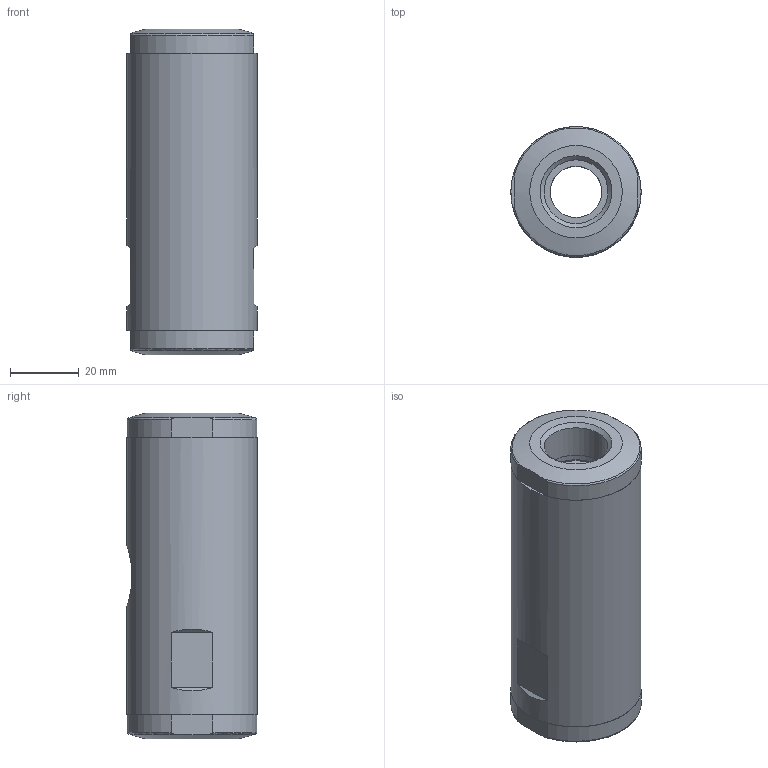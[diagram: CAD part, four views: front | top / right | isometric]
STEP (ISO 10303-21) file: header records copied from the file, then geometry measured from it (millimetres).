
FILE_DESCRIPTION(/* description */ ('STEP AP214'),/* implementation_level */ '2;1');
FILE_NAME(/* name */ '3022839_VZQA-C-M22U-15-GG-V4V4E-4-EXA',/* time_stamp */ '2024-09-18T03:44:21+02:00',/* author */ ('License CC BY-ND 4.0'),/* organization */ ('CADENAS'),/* preprocessor_version */ 'ST-DEVELOPER v19.3',/* originating_system */ 'PARTsolutions',/* authorisation */ ' ');
FILE_SCHEMA (('AUTOMOTIVE_DESIGN {1 0 10303 214 3 1 1}'));
Length unit declared in the file: millimetre
Products named in the file (3): 3022839 VZQA-C-M22U-15-GG-V4V4E-4-EXA; 8032640 VZQA-C-M22U-15-V4; 2536549 VZQA-C-M22U-15-G-V4
Assembly tree (3 placements, depth 2):
  3022839 VZQA-C-M22U-15-GG-V4V4E-4-EXA
    8032640 VZQA-C-M22U-15-V4
    2536549 VZQA-C-M22U-15-G-V4  x2
Bounding box: 38 x 38 x 95 mm (x, y, z)
Volume: 83015.9 mm3; surface area: 26299 mm2
Topology: 3 solids, 3 shells, 74 faces, 147 edges, 93 vertices
Faces by surface type: plane 29, cylinder 22, cone 13, torus 10
Full cylindrical faces by diameter (mm): 2 x1, 8.566 x1, 15 x3, 18.631 x2, 22 x2, 23.1 x2, 29.2 x2, 29.876 x2, 31.5 x2, 38 x1
Entity records: 1237 total; most frequent: CARTESIAN_POINT 229, DIRECTION 212, ORIENTED_EDGE 138, AXIS2_PLACEMENT_3D 98, EDGE_LOOP 86, FACE_BOUND 86, EDGE_CURVE 69, VERTEX_POINT 57
